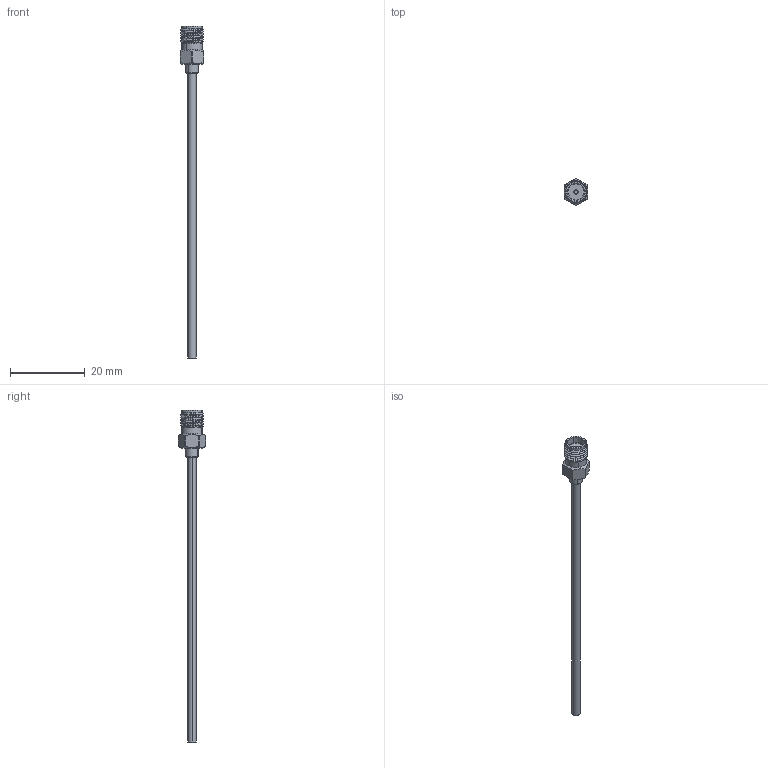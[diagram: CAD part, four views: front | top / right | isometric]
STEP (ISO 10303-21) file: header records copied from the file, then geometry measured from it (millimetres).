
FILE_DESCRIPTION (( 'STEP AP214' ), '1' );
FILE_NAME ('FMCA2393.step', '2021-07-12T16:18:18', ( '' ), ( '' ), 'SwSTEP 2.0', 'SolidWorks 2020', '' );
FILE_SCHEMA (( 'AUTOMOTIVE_DESIGN' ));
Length unit declared in the file: inch
Products named in the file (3): FM-SR086TB^FMCA2393_Straight cut; FMCA2393; FMCN1418^FMCA2393
Assembly tree (2 placements, depth 2):
  FMCA2393
    FM-SR086TB^FMCA2393_Straight cut
    FMCN1418^FMCA2393
Bounding box: 6.35 x 7.23 x 88.9 mm (x, y, z)
Volume: 551.6 mm3; surface area: 910.1 mm2
Topology: 2 solids, 2 shells, 66 faces, 156 edges, 99 vertices
Faces by surface type: cylinder 32, plane 15, cone 14, bspline 3, torus 2
Entity records: 3159 total; most frequent: CARTESIAN_POINT 1596, ORIENTED_EDGE 312, DIRECTION 291, EDGE_CURVE 156, AXIS2_PLACEMENT_3D 121, VERTEX_POINT 99, EDGE_LOOP 71, ADVANCED_FACE 66
